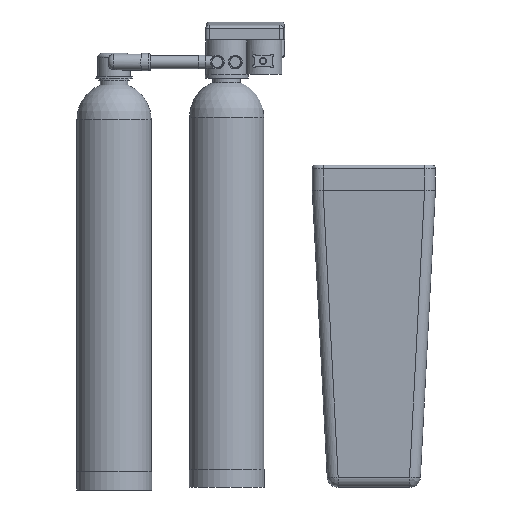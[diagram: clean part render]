
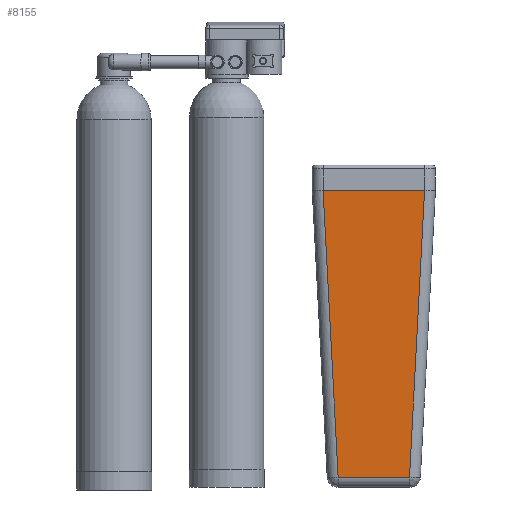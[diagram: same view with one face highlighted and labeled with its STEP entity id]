
A CAD part, front view. The second image highlights one B-rep face of the part: STEP entity #8155.
In plain terms, the highlighted planar face has unit normal (0, -0.999, -0.052).
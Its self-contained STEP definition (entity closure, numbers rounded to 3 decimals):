
#8155=ADVANCED_FACE('',(#15934),#15936,.T.);
#15934=FACE_BOUND('',#15935,.T.);
#15935=EDGE_LOOP('',(#20674,#20675,#20676,#20677));
#15936=PLANE('',#15937);
#15937=AXIS2_PLACEMENT_3D('',#15938,#15939,#15940);
#15938=CARTESIAN_POINT('',(-127.026,-127.026,-820.));
#15939=DIRECTION('',(0.,-0.999,-0.052));
#15940=DIRECTION('',(1.,0.,0.));
#20674=ORIENTED_EDGE('',*,*,#23009,.F.);
#20675=ORIENTED_EDGE('',*,*,#22999,.F.);
#20676=ORIENTED_EDGE('',*,*,#22993,.T.);
#20677=ORIENTED_EDGE('',*,*,#22990,.T.);
#22990=EDGE_CURVE('',#26856,#26854,#26857,.T.);
#22993=EDGE_CURVE('',#26860,#26856,#26861,.T.);
#22999=EDGE_CURVE('',#26860,#26865,#26868,.T.);
#23009=EDGE_CURVE('',#26865,#26854,#26880,.T.);
#26854=VERTEX_POINT('',#49356);
#26856=VERTEX_POINT('',#49388);
#26857=LINE('',#49389,#49390);
#26860=VERTEX_POINT('',#49400);
#26861=LINE('',#49401,#49402);
#26865=VERTEX_POINT('',#49416);
#26868=LINE('',#49452,#49453);
#26880=LINE('',#49490,#49491);
#49356=CARTESIAN_POINT('',(140.041,-170.,0.));
#49388=CARTESIAN_POINT('',(98.557,-128.516,-791.57));
#49389=CARTESIAN_POINT('',(98.557,-128.516,-791.57));
#49390=VECTOR('',#49391,1.);
#49391=DIRECTION('',(0.052,-0.052,0.997));
#49400=CARTESIAN_POINT('',(-98.557,-128.516,-791.57));
#49401=CARTESIAN_POINT('',(-98.557,-128.516,-791.57));
#49402=VECTOR('',#49403,1.);
#49403=DIRECTION('',(1.,0.,0.));
#49416=CARTESIAN_POINT('',(-140.041,-170.,0.));
#49452=CARTESIAN_POINT('',(-98.557,-128.516,-791.57));
#49453=VECTOR('',#49454,1.);
#49454=DIRECTION('',(-0.052,-0.052,0.997));
#49490=CARTESIAN_POINT('',(-140.041,-170.,0.));
#49491=VECTOR('',#49492,1.);
#49492=DIRECTION('',(1.,0.,0.));
